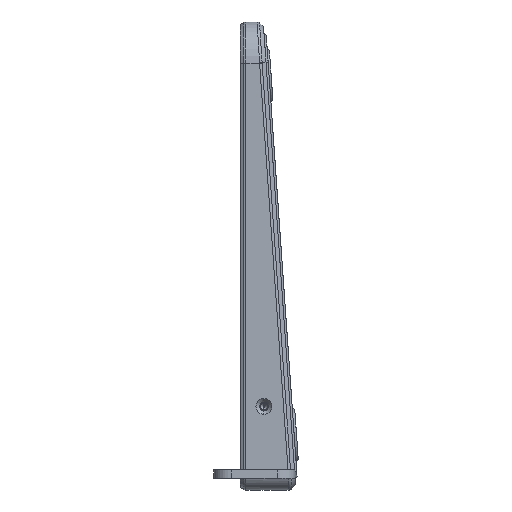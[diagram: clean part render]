
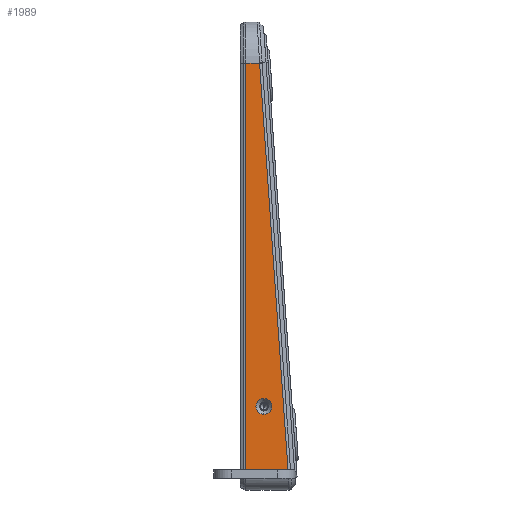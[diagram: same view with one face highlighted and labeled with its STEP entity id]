
A CAD part, left-side view. The second image highlights one B-rep face of the part: STEP entity #1989.
In plain terms, the highlighted planar face has unit normal (-1, 0, 0).
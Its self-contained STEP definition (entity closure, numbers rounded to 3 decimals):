
#69 = CARTESIAN_POINT ( 'NONE',  ( -10.7, -4.545, -5.029 ) ) ;
#618 = CARTESIAN_POINT ( 'NONE',  ( -10.7, -4.543, -5. ) ) ;
#881 = FACE_OUTER_BOUND ( 'NONE', #19053, .T. ) ;
#1210 = ORIENTED_EDGE ( 'NONE', *, *, #24045, .F. ) ;
#1298 = FACE_BOUND ( 'NONE', #26298, .T. ) ;
#1609 = CARTESIAN_POINT ( 'NONE',  ( -10.7, -5.772, -102. ) ) ;
#1752 = CARTESIAN_POINT ( 'NONE',  ( -10.7, -5.55, -5. ) ) ;
#1989 = ADVANCED_FACE ( 'NONE', ( #1298, #881 ), #7146, .T. ) ;
#2261 = CARTESIAN_POINT ( 'NONE',  ( -10.7, -0.618, -120. ) ) ;
#2485 = EDGE_CURVE ( 'NONE', #21581, #12053, #20045, .T. ) ;
#3181 = AXIS2_PLACEMENT_3D ( 'NONE', #14582, #12640, #18354 ) ;
#3631 = ORIENTED_EDGE ( 'NONE', *, *, #26420, .T. ) ;
#3961 = CARTESIAN_POINT ( 'NONE',  ( -10.7, -5.55, -120. ) ) ;
#4480 = CARTESIAN_POINT ( 'NONE',  ( -10.7, -4.543, -5. ) ) ;
#5405 = CIRCLE ( 'NONE', #3181, 2.243 ) ;
#5438 = VERTEX_POINT ( 'NONE', #9488 ) ;
#5782 = DIRECTION ( 'NONE',  ( 0., 1., 0. ) ) ;
#6873 = CARTESIAN_POINT ( 'NONE',  ( -10.7, -4.544, -5.024 ) ) ;
#6905 = VERTEX_POINT ( 'NONE', #16021 ) ;
#7146 = PLANE ( 'NONE',  #21101 ) ;
#7387 = EDGE_CURVE ( 'NONE', #19349, #21581, #23050, .T. ) ;
#8773 = ORIENTED_EDGE ( 'NONE', *, *, #14381, .T. ) ;
#9218 = DIRECTION ( 'NONE',  ( -1., 0., 0. ) ) ;
#9424 = ORIENTED_EDGE ( 'NONE', *, *, #21497, .T. ) ;
#9488 = CARTESIAN_POINT ( 'NONE',  ( -10.7, -5.772, -99.757 ) ) ;
#9899 = VECTOR ( 'NONE', #20923, 1000. ) ;
#11235 = CARTESIAN_POINT ( 'NONE',  ( -10.7, -5.772, -104.243 ) ) ;
#11623 = VECTOR ( 'NONE', #21436, 1000. ) ;
#12053 = VERTEX_POINT ( 'NONE', #4480 ) ;
#12091 = CARTESIAN_POINT ( 'NONE',  ( -10.7, -12.55, -119.511 ) ) ;
#12190 = VECTOR ( 'NONE', #5782, 1000. ) ;
#12497 = DIRECTION ( 'NONE',  ( 0., 0.07, 0.998 ) ) ;
#12640 = DIRECTION ( 'NONE',  ( 1., 0., 0. ) ) ;
#13128 = CARTESIAN_POINT ( 'NONE',  ( -10.7, -4.544, -5.027 ) ) ;
#13665 = CARTESIAN_POINT ( 'NONE',  ( -10.7, -4.545, -5.029 ) ) ;
#14381 = EDGE_CURVE ( 'NONE', #22397, #5438, #5405, .T. ) ;
#14582 = CARTESIAN_POINT ( 'NONE',  ( -10.7, -5.772, -102. ) ) ;
#14806 = LINE ( 'NONE', #3961, #9899 ) ;
#16021 = CARTESIAN_POINT ( 'NONE',  ( -10.7, -0.618, -120. ) ) ;
#16086 = AXIS2_PLACEMENT_3D ( 'NONE', #1609, #18713, #27177 ) ;
#16494 = VECTOR ( 'NONE', #12497, 1000. ) ;
#16957 = CIRCLE ( 'NONE', #16086, 2.243 ) ;
#18354 = DIRECTION ( 'NONE',  ( 0., 0., 1. ) ) ;
#18713 = DIRECTION ( 'NONE',  ( 1., 0., 0. ) ) ;
#19053 = EDGE_LOOP ( 'NONE', ( #1210, #21571, #20891, #3631, #22802 ) ) ;
#19074 = LINE ( 'NONE', #2261, #11623 ) ;
#19349 = VERTEX_POINT ( 'NONE', #22563 ) ;
#20045 = B_SPLINE_CURVE_WITH_KNOTS ( 'NONE', 3,
 ( #69, #13128, #23826, #6873, #21733, #21331, #618 ),
 .UNSPECIFIED., .F., .F.,
 ( 4, 3, 4 ),
 ( 0., 0., 0. ),
 .UNSPECIFIED. ) ;
#20206 = DIRECTION ( 'NONE',  ( 0., 0., 1. ) ) ;
#20891 = ORIENTED_EDGE ( 'NONE', *, *, #2485, .T. ) ;
#20923 = DIRECTION ( 'NONE',  ( 0., 1., 0. ) ) ;
#21101 = AXIS2_PLACEMENT_3D ( 'NONE', #24519, #9218, #20206 ) ;
#21331 = CARTESIAN_POINT ( 'NONE',  ( -10.7, -4.543, -5.008 ) ) ;
#21436 = DIRECTION ( 'NONE',  ( 0., 0., -1. ) ) ;
#21497 = EDGE_CURVE ( 'NONE', #5438, #22397, #16957, .T. ) ;
#21571 = ORIENTED_EDGE ( 'NONE', *, *, #7387, .T. ) ;
#21581 = VERTEX_POINT ( 'NONE', #13665 ) ;
#21733 = CARTESIAN_POINT ( 'NONE',  ( -10.7, -4.544, -5.016 ) ) ;
#21811 = EDGE_CURVE ( 'NONE', #26108, #6905, #19074, .T. ) ;
#22397 = VERTEX_POINT ( 'NONE', #11235 ) ;
#22563 = CARTESIAN_POINT ( 'NONE',  ( -10.7, -12.584, -120. ) ) ;
#22802 = ORIENTED_EDGE ( 'NONE', *, *, #21811, .T. ) ;
#23050 = LINE ( 'NONE', #12091, #16494 ) ;
#23826 = CARTESIAN_POINT ( 'NONE',  ( -10.7, -4.544, -5.026 ) ) ;
#24045 = EDGE_CURVE ( 'NONE', #19349, #6905, #14806, .T. ) ;
#24519 = CARTESIAN_POINT ( 'NONE',  ( -10.7, -5.55, -120. ) ) ;
#24838 = LINE ( 'NONE', #1752, #12190 ) ;
#26108 = VERTEX_POINT ( 'NONE', #26875 ) ;
#26298 = EDGE_LOOP ( 'NONE', ( #9424, #8773 ) ) ;
#26420 = EDGE_CURVE ( 'NONE', #12053, #26108, #24838, .T. ) ;
#26875 = CARTESIAN_POINT ( 'NONE',  ( -10.7, -0.618, -5. ) ) ;
#27177 = DIRECTION ( 'NONE',  ( 0., 0., 1. ) ) ;
